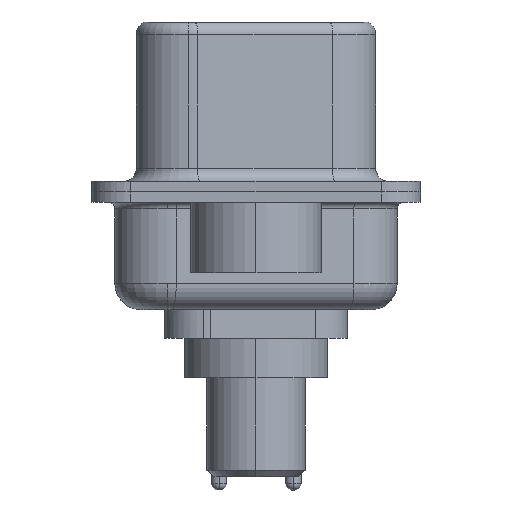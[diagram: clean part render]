
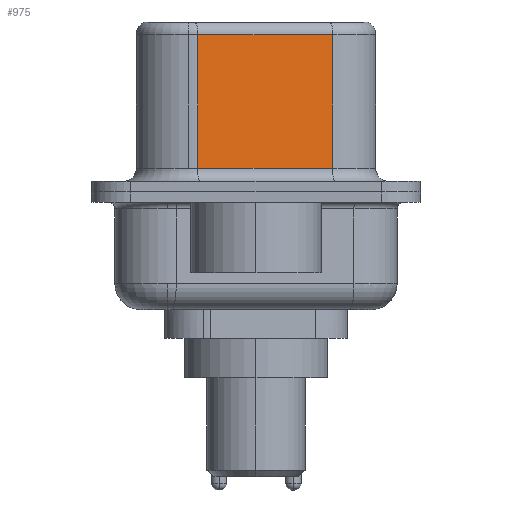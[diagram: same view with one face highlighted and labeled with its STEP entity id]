
A CAD part, left-side view. The second image highlights one B-rep face of the part: STEP entity #975.
In plain terms, the highlighted planar face has unit normal (-0.985, -0.174, 0).
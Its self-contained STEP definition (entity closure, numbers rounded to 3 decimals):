
#438 = EDGE_CURVE ( 'NONE', #2694, #8377, #18251, .T. ) ;
#738 = DIRECTION ( 'NONE',  ( 0.174, -0.985, 0. ) ) ;
#975 = ADVANCED_FACE ( 'NONE', ( #16376 ), #15553, .F. ) ;
#2463 = VECTOR ( 'NONE', #12921, 1000. ) ;
#2694 = VERTEX_POINT ( 'NONE', #14811 ) ;
#2714 = EDGE_CURVE ( 'NONE', #8732, #7539, #8624, .T. ) ;
#3058 = ORIENTED_EDGE ( 'NONE', *, *, #3098, .F. ) ;
#3098 = EDGE_CURVE ( 'NONE', #8732, #8377, #5535, .T. ) ;
#3251 = EDGE_CURVE ( 'NONE', #7539, #2694, #16787, .T. ) ;
#5293 = VECTOR ( 'NONE', #7572, 1000. ) ;
#5330 = CARTESIAN_POINT ( 'NONE',  ( 4.585, -2.927, 6.52 ) ) ;
#5392 = ORIENTED_EDGE ( 'NONE', *, *, #2714, .T. ) ;
#5535 = LINE ( 'NONE', #16559, #5293 ) ;
#5950 = CARTESIAN_POINT ( 'NONE',  ( 3.675, 2.233, 6.02 ) ) ;
#6582 = DIRECTION ( 'NONE',  ( -0.174, 0.985, 0. ) ) ;
#6754 = CARTESIAN_POINT ( 'NONE',  ( 4.585, -2.927, 6.02 ) ) ;
#7539 = VERTEX_POINT ( 'NONE', #5950 ) ;
#7572 = DIRECTION ( 'NONE',  ( 0., 0., -1. ) ) ;
#8377 = VERTEX_POINT ( 'NONE', #9160 ) ;
#8618 = CARTESIAN_POINT ( 'NONE',  ( 3.675, 2.233, 6.52 ) ) ;
#8624 = LINE ( 'NONE', #11682, #11194 ) ;
#8732 = VERTEX_POINT ( 'NONE', #6754 ) ;
#9160 = CARTESIAN_POINT ( 'NONE',  ( 4.585, -2.927, 0.9 ) ) ;
#9447 = ORIENTED_EDGE ( 'NONE', *, *, #3251, .T. ) ;
#9782 = CARTESIAN_POINT ( 'NONE',  ( 4.585, -2.927, 0.9 ) ) ;
#10303 = AXIS2_PLACEMENT_3D ( 'NONE', #5330, #15629, #6582 ) ;
#11194 = VECTOR ( 'NONE', #17697, 1000. ) ;
#11682 = CARTESIAN_POINT ( 'NONE',  ( 4.585, -2.927, 6.02 ) ) ;
#12921 = DIRECTION ( 'NONE',  ( 0., 0., -1. ) ) ;
#14499 = ORIENTED_EDGE ( 'NONE', *, *, #438, .T. ) ;
#14811 = CARTESIAN_POINT ( 'NONE',  ( 3.675, 2.233, 0.9 ) ) ;
#15471 = EDGE_LOOP ( 'NONE', ( #3058, #5392, #9447, #14499 ) ) ;
#15553 = PLANE ( 'NONE',  #10303 ) ;
#15629 = DIRECTION ( 'NONE',  ( 0.985, 0.174, 0. ) ) ;
#15958 = VECTOR ( 'NONE', #738, 1000. ) ;
#16376 = FACE_OUTER_BOUND ( 'NONE', #15471, .T. ) ;
#16559 = CARTESIAN_POINT ( 'NONE',  ( 4.585, -2.927, 6.52 ) ) ;
#16787 = LINE ( 'NONE', #8618, #2463 ) ;
#17697 = DIRECTION ( 'NONE',  ( -0.174, 0.985, 0. ) ) ;
#18251 = LINE ( 'NONE', #9782, #15958 ) ;
